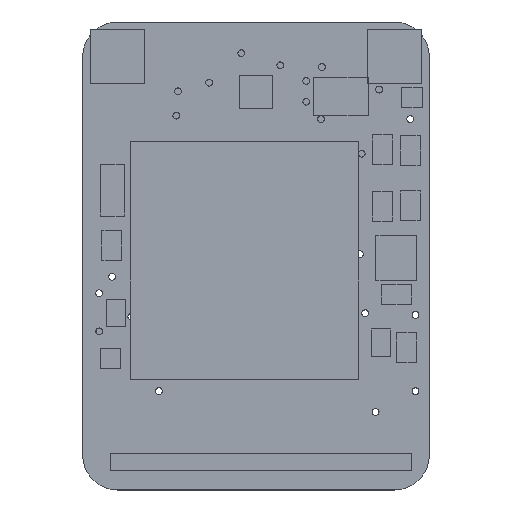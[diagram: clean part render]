
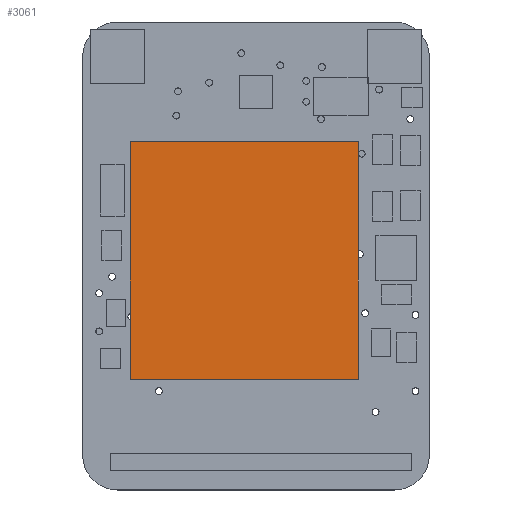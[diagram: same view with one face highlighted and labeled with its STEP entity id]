
A CAD part, top view. The second image highlights one B-rep face of the part: STEP entity #3061.
In plain terms, the highlighted planar face has unit normal (0, 0, 1).
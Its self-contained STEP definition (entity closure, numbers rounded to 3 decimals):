
#293=PLANE('',#3531);
#448=FACE_OUTER_BOUND('',#737,.T.);
#737=EDGE_LOOP('',(#2532,#2533,#2534,#2535));
#896=LINE('',#5017,#1135);
#899=LINE('',#5023,#1138);
#902=LINE('',#5029,#1141);
#905=LINE('',#5033,#1144);
#1135=VECTOR('',#4174,10.);
#1138=VECTOR('',#4179,10.);
#1141=VECTOR('',#4184,10.);
#1144=VECTOR('',#4189,10.);
#1583=VERTEX_POINT('',#5014);
#1584=VERTEX_POINT('',#5016);
#1586=VERTEX_POINT('',#5022);
#1588=VERTEX_POINT('',#5028);
#1912=EDGE_CURVE('',#1584,#1583,#896,.T.);
#1915=EDGE_CURVE('',#1586,#1584,#899,.T.);
#1918=EDGE_CURVE('',#1588,#1586,#902,.T.);
#1921=EDGE_CURVE('',#1583,#1588,#905,.T.);
#2532=ORIENTED_EDGE('',*,*,#1921,.T.);
#2533=ORIENTED_EDGE('',*,*,#1918,.T.);
#2534=ORIENTED_EDGE('',*,*,#1915,.T.);
#2535=ORIENTED_EDGE('',*,*,#1912,.T.);
#3061=ADVANCED_FACE('',(#448),#293,.T.);
#3531=AXIS2_PLACEMENT_3D('',#5034,#4190,#4191);
#4174=DIRECTION('',(-1.,0.,0.));
#4179=DIRECTION('',(0.,1.,0.));
#4184=DIRECTION('',(1.,0.,0.));
#4189=DIRECTION('',(0.,-1.,0.));
#4190=DIRECTION('center_axis',(0.,0.,1.));
#4191=DIRECTION('ref_axis',(1.,0.,0.));
#5014=CARTESIAN_POINT('',(-9.416,8.716,0.1));
#5016=CARTESIAN_POINT('',(8.,8.716,0.1));
#5017=CARTESIAN_POINT('',(8.,8.716,0.1));
#5022=CARTESIAN_POINT('',(8.,-8.,0.1));
#5023=CARTESIAN_POINT('',(8.,-8.,0.1));
#5028=CARTESIAN_POINT('',(-9.416,-8.,0.1));
#5029=CARTESIAN_POINT('',(-9.416,-8.,0.1));
#5033=CARTESIAN_POINT('',(-9.416,8.716,0.1));
#5034=CARTESIAN_POINT('Origin',(-0.708,0.358,0.1));
